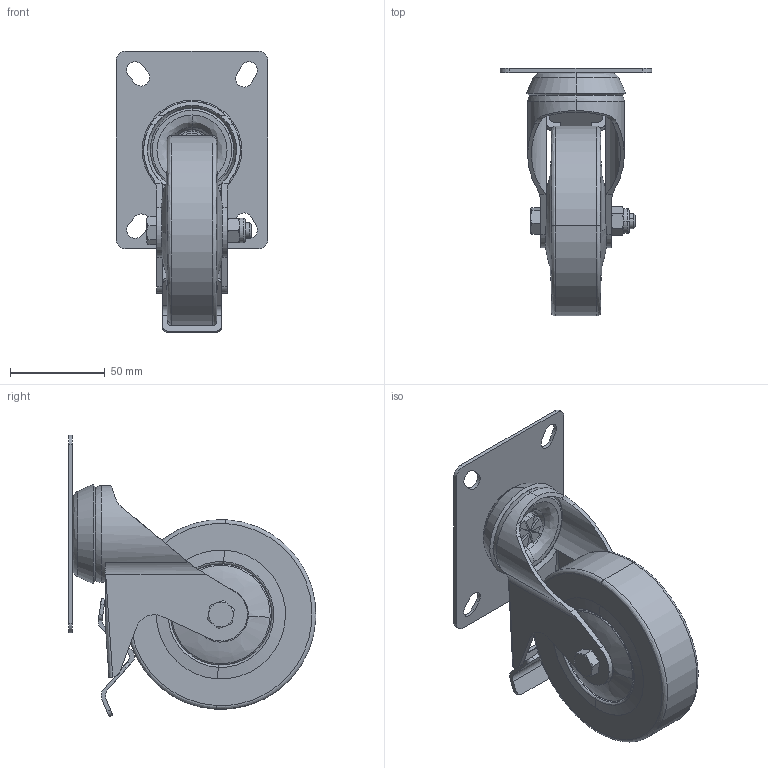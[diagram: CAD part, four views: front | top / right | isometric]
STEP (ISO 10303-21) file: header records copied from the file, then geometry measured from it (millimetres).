
FILE_DESCRIPTION (( 'STEP AP203' ), '1' );
FILE_NAME ('AL-SRCLb42 (43).STEP', '2025-03-11T12:53:50', ( '' ), ( '' ), 'SwSTEP 2.0', 'SolidWorks 2021', '' );
FILE_SCHEMA (( 'CONFIG_CONTROL_DESIGN' ));
Length unit declared in the file: millimetre
Products named in the file (1): AL-SRCLb42 (43)
Bounding box: 80 x 130.38 x 148.22 mm (x, y, z)
Volume: 232774.1 mm3; surface area: 104793.1 mm2
Topology: 9 solids, 9 shells, 350 faces, 853 edges, 530 vertices
Faces by surface type: plane 122, cylinder 120, bspline 66, cone 40, torus 2
Entity records: 12259 total; most frequent: CARTESIAN_POINT 4184, ORIENTED_EDGE 1698, DIRECTION 1673, EDGE_CURVE 849, AXIS2_PLACEMENT_3D 653, VERTEX_POINT 530, EDGE_LOOP 387, CIRCLE 368
